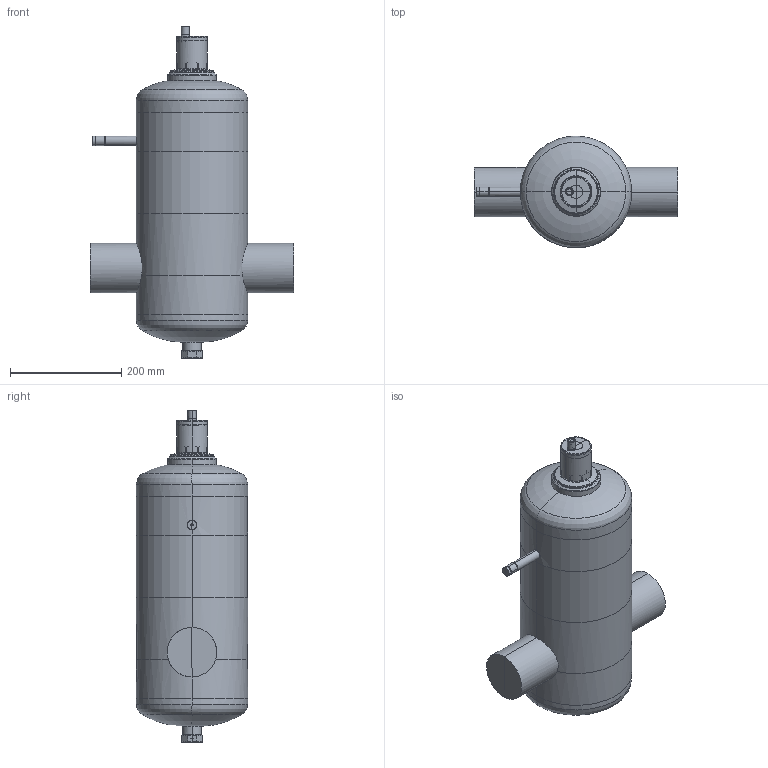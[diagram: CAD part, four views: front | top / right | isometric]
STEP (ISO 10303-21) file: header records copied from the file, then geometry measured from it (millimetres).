
FILE_DESCRIPTION(('CATIA V5 STEP Exchange','CAx-IF Rec.Pracs.--- Model Styling and Organization---1.5--- 2016-08-15','CAx-IF Rec.Pracs.---Supplemental Geometry---1.0---2011-11-01','CAx-IF Rec.Pracs.--- Composite Materials ---3.4---2017-06-13','CAx-IF Rec.Pracs.---Tessellated 3D Geometry---1.0---2015-12-17'),'2;1');
FILE_NAME('STEP_551083_-_TST.stp','2023-05-11T17:25:31+00:00',('none'),('none'),'CATIA Version 5-6 Release 2020 SP5','CATIA V5 STEP AP242 v2','none');
FILE_SCHEMA(('AP242_MANAGED_MODEL_BASED_3D_ENGINEERING_MIM_LF {1 0 10303 442 1 1 4}'));
Length unit declared in the file: millimetre
Products named in the file (1): 551083 - TST
Bounding box: 366 x 199.95 x 597 mm (x, y, z)
Volume: 15658664.8 mm3; surface area: 445033.2 mm2
Topology: 10 solids, 10 shells, 201 faces, 441 edges, 261 vertices
Faces by surface type: plane 97, cylinder 68, torus 20, cone 16
Entity records: 6924 total; most frequent: CARTESIAN_POINT 3497, ORIENTED_EDGE 882, EDGE_CURVE 441, DIRECTION 402, B_SPLINE_CURVE_WITH_KNOTS 379, VERTEX_POINT 261, AXIS2_PLACEMENT_3D 202, EDGE_LOOP 202
